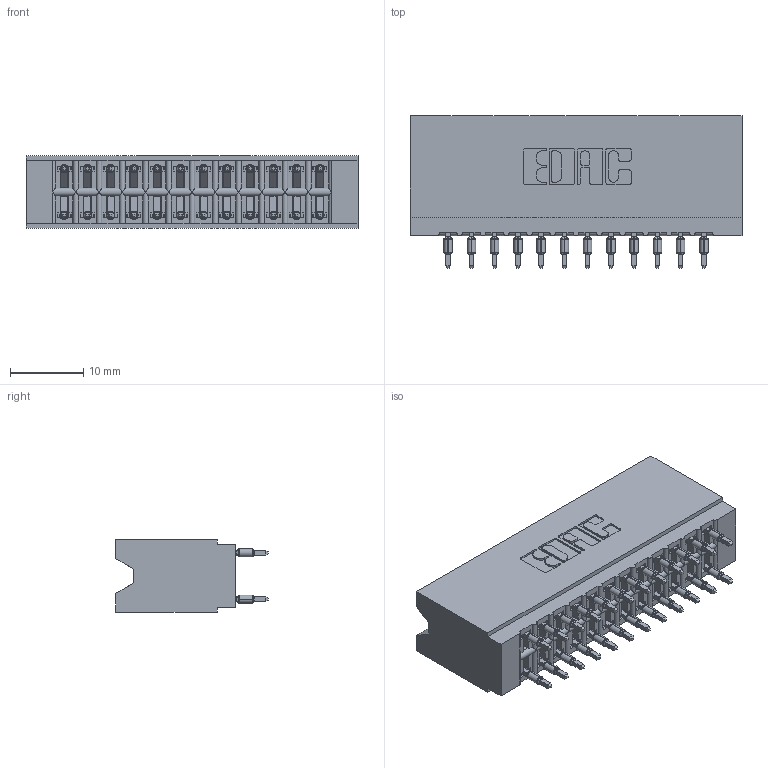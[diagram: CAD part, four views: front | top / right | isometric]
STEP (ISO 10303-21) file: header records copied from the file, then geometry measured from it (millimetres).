
FILE_DESCRIPTION (( 'STEP AP203' ), '1' );
FILE_NAME ('746-024-525-206.STEP', '2026-02-26T22:50:06', ( '' ), ( '' ), 'SwSTEP 2.0', 'SolidWorks 2023', '' );
FILE_SCHEMA (( 'CONFIG_CONTROL_DESIGN' ));
Length unit declared in the file: millimetre
Products named in the file (3): 746-292-001_525; 746-024-525-206; 746 Part_.515 Slot Depth - 06
Assembly tree (25 placements, depth 2):
  746-024-525-206
    746 Part_.515 Slot Depth - 06
    746-292-001_525  x24
Bounding box: 45.34 x 20.82 x 9.91 mm (x, y, z)
Volume: 5016.6 mm3; surface area: 7413.2 mm2
Topology: 25 solids, 25 shells, 2246 faces, 6169 edges, 3931 vertices
Faces by surface type: plane 1160, bspline 480, cylinder 462, torus 144
Entity records: 22769 total; most frequent: CARTESIAN_POINT 4788, ORIENTED_EDGE 3828, DIRECTION 3248, EDGE_CURVE 1914, VECTOR 1610, LINE 1610, VERTEX_POINT 1263, AXIS2_PLACEMENT_3D 819
